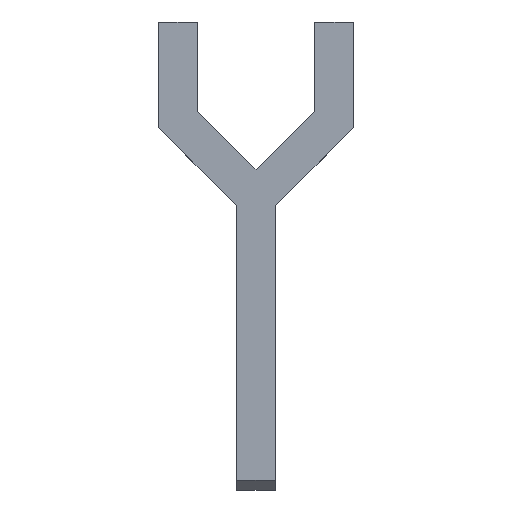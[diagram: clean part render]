
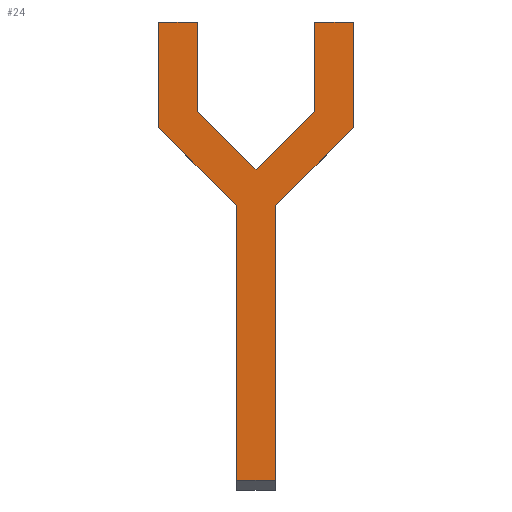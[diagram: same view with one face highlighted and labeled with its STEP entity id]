
A CAD part, top view. The second image highlights one B-rep face of the part: STEP entity #24.
In plain terms, the highlighted planar face has unit normal (0, 0, 1).
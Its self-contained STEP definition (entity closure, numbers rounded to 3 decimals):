
#6 = VECTOR ( 'NONE', #497, 1000. ) ;
#7 = EDGE_CURVE ( 'NONE', #34, #472, #262, .T. ) ;
#9 = EDGE_CURVE ( 'NONE', #122, #440, #267, .T. ) ;
#11 = CARTESIAN_POINT ( 'NONE',  ( -1., -0.414, 0. ) ) ;
#24 = ADVANCED_FACE ( 'NONE', ( #221 ), #447, .F. ) ;
#34 = VERTEX_POINT ( 'NONE', #441 ) ;
#44 = VERTEX_POINT ( 'NONE', #522 ) ;
#61 = ORIENTED_EDGE ( 'NONE', *, *, #284, .T. ) ;
#62 = LINE ( 'NONE', #195, #341 ) ;
#71 = ORIENTED_EDGE ( 'NONE', *, *, #257, .T. ) ;
#72 = CARTESIAN_POINT ( 'NONE',  ( -3., 4.414, 0. ) ) ;
#78 = ORIENTED_EDGE ( 'NONE', *, *, #310, .T. ) ;
#79 = AXIS2_PLACEMENT_3D ( 'NONE', #529, #401, #483 ) ;
#83 = VERTEX_POINT ( 'NONE', #11 ) ;
#101 = VECTOR ( 'NONE', #151, 1000. ) ;
#110 = DIRECTION ( 'NONE',  ( -0.707, 0.707, 0. ) ) ;
#116 = VERTEX_POINT ( 'NONE', #141 ) ;
#122 = VERTEX_POINT ( 'NONE', #230 ) ;
#125 = ORIENTED_EDGE ( 'NONE', *, *, #369, .T. ) ;
#132 = DIRECTION ( 'NONE',  ( 0., 1., 0. ) ) ;
#136 = ORIENTED_EDGE ( 'NONE', *, *, #7, .T. ) ;
#141 = CARTESIAN_POINT ( 'NONE',  ( 5., 3.586, 0. ) ) ;
#148 = CARTESIAN_POINT ( 'NONE',  ( 0., 1.414, 0. ) ) ;
#151 = DIRECTION ( 'NONE',  ( 0.707, -0.707, 0. ) ) ;
#154 = EDGE_CURVE ( 'NONE', #449, #34, #413, .T. ) ;
#165 = LINE ( 'NONE', #259, #524 ) ;
#178 = ORIENTED_EDGE ( 'NONE', *, *, #154, .T. ) ;
#186 = DIRECTION ( 'NONE',  ( 0., -1., 0. ) ) ;
#195 = CARTESIAN_POINT ( 'NONE',  ( -5., 3.586, 0. ) ) ;
#196 = LINE ( 'NONE', #551, #217 ) ;
#203 = CARTESIAN_POINT ( 'NONE',  ( 3., 9., 0. ) ) ;
#206 = EDGE_LOOP ( 'NONE', ( #78, #178, #136, #548, #71, #274, #544, #286, #509, #234, #489, #125, #61 ) ) ;
#217 = VECTOR ( 'NONE', #246, 1000. ) ;
#221 = FACE_OUTER_BOUND ( 'NONE', #206, .T. ) ;
#223 = CARTESIAN_POINT ( 'NONE',  ( 5., 9., 0. ) ) ;
#230 = CARTESIAN_POINT ( 'NONE',  ( 5., 9., 0. ) ) ;
#234 = ORIENTED_EDGE ( 'NONE', *, *, #334, .T. ) ;
#239 = CARTESIAN_POINT ( 'NONE',  ( -1., -0.414, 0. ) ) ;
#240 = CARTESIAN_POINT ( 'NONE',  ( 1., -14.5, 0. ) ) ;
#246 = DIRECTION ( 'NONE',  ( 0., 1., 0. ) ) ;
#257 = EDGE_CURVE ( 'NONE', #116, #122, #196, .T. ) ;
#259 = CARTESIAN_POINT ( 'NONE',  ( 0., 1.414, 0. ) ) ;
#262 = LINE ( 'NONE', #311, #492 ) ;
#267 = LINE ( 'NONE', #223, #297 ) ;
#271 = CARTESIAN_POINT ( 'NONE',  ( 1., -0.414, 0. ) ) ;
#274 = ORIENTED_EDGE ( 'NONE', *, *, #9, .T. ) ;
#276 = LINE ( 'NONE', #271, #442 ) ;
#282 = DIRECTION ( 'NONE',  ( 0., -1., 0. ) ) ;
#284 = EDGE_CURVE ( 'NONE', #44, #83, #421, .T. ) ;
#286 = ORIENTED_EDGE ( 'NONE', *, *, #473, .T. ) ;
#289 = EDGE_CURVE ( 'NONE', #440, #309, #406, .T. ) ;
#292 = DIRECTION ( 'NONE',  ( -0.707, -0.707, 0. ) ) ;
#297 = VECTOR ( 'NONE', #354, 1000. ) ;
#309 = VERTEX_POINT ( 'NONE', #454 ) ;
#310 = EDGE_CURVE ( 'NONE', #83, #449, #542, .T. ) ;
#311 = CARTESIAN_POINT ( 'NONE',  ( 1., -0.414, 0. ) ) ;
#321 = CARTESIAN_POINT ( 'NONE',  ( -3., 9., 0. ) ) ;
#334 = EDGE_CURVE ( 'NONE', #365, #462, #420, .T. ) ;
#337 = CARTESIAN_POINT ( 'NONE',  ( -5., 9., 0. ) ) ;
#341 = VECTOR ( 'NONE', #186, 1000. ) ;
#354 = DIRECTION ( 'NONE',  ( -1., 0., 0. ) ) ;
#357 = VECTOR ( 'NONE', #110, 1000. ) ;
#365 = VERTEX_POINT ( 'NONE', #503 ) ;
#369 = EDGE_CURVE ( 'NONE', #456, #44, #62, .T. ) ;
#370 = DIRECTION ( 'NONE',  ( 0., 1., 0. ) ) ;
#378 = CARTESIAN_POINT ( 'NONE',  ( 0., 1.414, 0. ) ) ;
#386 = EDGE_CURVE ( 'NONE', #462, #456, #409, .T. ) ;
#389 = VECTOR ( 'NONE', #455, 1000. ) ;
#400 = EDGE_CURVE ( 'NONE', #465, #365, #463, .T. ) ;
#401 = DIRECTION ( 'NONE',  ( 0., 0., -1. ) ) ;
#406 = LINE ( 'NONE', #538, #424 ) ;
#409 = LINE ( 'NONE', #321, #6 ) ;
#412 = DIRECTION ( 'NONE',  ( 0., -1., 0. ) ) ;
#413 = LINE ( 'NONE', #240, #389 ) ;
#419 = EDGE_CURVE ( 'NONE', #472, #116, #276, .T. ) ;
#420 = LINE ( 'NONE', #72, #516 ) ;
#421 = LINE ( 'NONE', #511, #101 ) ;
#423 = CARTESIAN_POINT ( 'NONE',  ( -1., -14.5, 0. ) ) ;
#424 = VECTOR ( 'NONE', #412, 1000. ) ;
#435 = CARTESIAN_POINT ( 'NONE',  ( -3., 9., 0. ) ) ;
#440 = VERTEX_POINT ( 'NONE', #203 ) ;
#441 = CARTESIAN_POINT ( 'NONE',  ( 1., -14.5, 0. ) ) ;
#442 = VECTOR ( 'NONE', #451, 1000. ) ;
#447 = PLANE ( 'NONE',  #79 ) ;
#449 = VERTEX_POINT ( 'NONE', #423 ) ;
#451 = DIRECTION ( 'NONE',  ( 0.707, 0.707, 0. ) ) ;
#454 = CARTESIAN_POINT ( 'NONE',  ( 3., 4.414, 0. ) ) ;
#455 = DIRECTION ( 'NONE',  ( 1., 0., 0. ) ) ;
#456 = VERTEX_POINT ( 'NONE', #337 ) ;
#462 = VERTEX_POINT ( 'NONE', #435 ) ;
#463 = LINE ( 'NONE', #148, #357 ) ;
#465 = VERTEX_POINT ( 'NONE', #378 ) ;
#472 = VERTEX_POINT ( 'NONE', #560 ) ;
#473 = EDGE_CURVE ( 'NONE', #309, #465, #165, .T. ) ;
#483 = DIRECTION ( 'NONE',  ( -1., 0., 0. ) ) ;
#489 = ORIENTED_EDGE ( 'NONE', *, *, #386, .T. ) ;
#492 = VECTOR ( 'NONE', #132, 1000. ) ;
#497 = DIRECTION ( 'NONE',  ( -1., 0., 0. ) ) ;
#503 = CARTESIAN_POINT ( 'NONE',  ( -3., 4.414, 0. ) ) ;
#509 = ORIENTED_EDGE ( 'NONE', *, *, #400, .T. ) ;
#511 = CARTESIAN_POINT ( 'NONE',  ( -1., -0.414, 0. ) ) ;
#516 = VECTOR ( 'NONE', #370, 1000. ) ;
#522 = CARTESIAN_POINT ( 'NONE',  ( -5., 3.586, 0. ) ) ;
#524 = VECTOR ( 'NONE', #292, 1000. ) ;
#529 = CARTESIAN_POINT ( 'NONE',  ( 0., 0., 0. ) ) ;
#538 = CARTESIAN_POINT ( 'NONE',  ( 3., 4.414, 0. ) ) ;
#540 = VECTOR ( 'NONE', #282, 1000. ) ;
#542 = LINE ( 'NONE', #239, #540 ) ;
#544 = ORIENTED_EDGE ( 'NONE', *, *, #289, .T. ) ;
#548 = ORIENTED_EDGE ( 'NONE', *, *, #419, .T. ) ;
#551 = CARTESIAN_POINT ( 'NONE',  ( 5., 3.586, 0. ) ) ;
#560 = CARTESIAN_POINT ( 'NONE',  ( 1., -0.414, 0. ) ) ;
